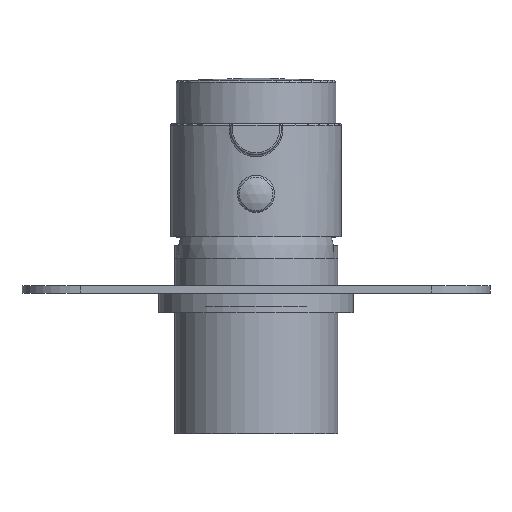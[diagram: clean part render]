
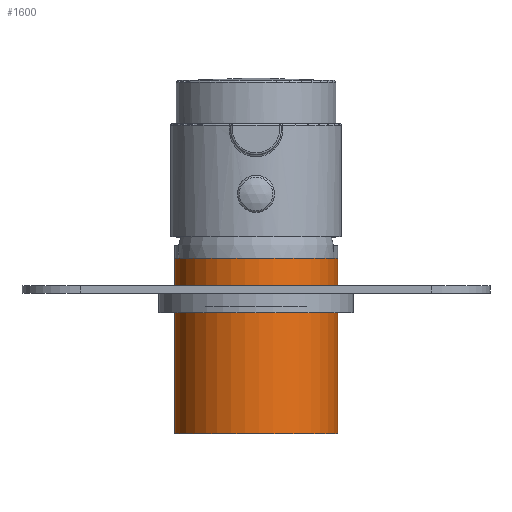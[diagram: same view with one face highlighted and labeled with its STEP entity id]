
A CAD part, front view. The second image highlights one B-rep face of the part: STEP entity #1600.
In plain terms, the highlighted cylindrical face has radius 21 mm (diameter 42 mm), a full revolution.
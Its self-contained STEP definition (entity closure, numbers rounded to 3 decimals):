
#16 = EDGE_CURVE ( 'NONE', #1086, #1086, #2026, .T. ) ;
#158 = CIRCLE ( 'NONE', #239, 21. ) ;
#239 = AXIS2_PLACEMENT_3D ( 'NONE', #6209, #812, #4115 ) ;
#417 = AXIS2_PLACEMENT_3D ( 'NONE', #9570, #9482, #8488 ) ;
#812 = DIRECTION ( 'NONE',  ( 0., 0., 1. ) ) ;
#978 = FACE_OUTER_BOUND ( 'NONE', #5356, .T. ) ;
#1086 = VERTEX_POINT ( 'NONE', #8075 ) ;
#1242 = CARTESIAN_POINT ( 'NONE',  ( 0., -35., 20.97 ) ) ;
#1261 = VERTEX_POINT ( 'NONE', #10081 ) ;
#1600 = ADVANCED_FACE ( 'NONE', ( #7388, #978 ), #3821, .T. ) ;
#2026 = CIRCLE ( 'NONE', #417, 21. ) ;
#2484 = EDGE_LOOP ( 'NONE', ( #6111 ) ) ;
#3486 = DIRECTION ( 'NONE',  ( -0.744, -0.668, 0. ) ) ;
#3821 = CYLINDRICAL_SURFACE ( 'NONE', #12587, 21. ) ;
#4115 = DIRECTION ( 'NONE',  ( 0.744, 0.668, 0. ) ) ;
#5356 = EDGE_LOOP ( 'NONE', ( #8622 ) ) ;
#6111 = ORIENTED_EDGE ( 'NONE', *, *, #16, .F. ) ;
#6209 = CARTESIAN_POINT ( 'NONE',  ( 0., -35., -24.03 ) ) ;
#7388 = FACE_OUTER_BOUND ( 'NONE', #2484, .T. ) ;
#7800 = DIRECTION ( 'NONE',  ( 0., 0., -1. ) ) ;
#8075 = CARTESIAN_POINT ( 'NONE',  ( 15.622, -20.966, 20.97 ) ) ;
#8488 = DIRECTION ( 'NONE',  ( 0.744, 0.668, 0. ) ) ;
#8622 = ORIENTED_EDGE ( 'NONE', *, *, #11479, .T. ) ;
#9482 = DIRECTION ( 'NONE',  ( 0., 0., 1. ) ) ;
#9570 = CARTESIAN_POINT ( 'NONE',  ( 0., -35., 20.97 ) ) ;
#10081 = CARTESIAN_POINT ( 'NONE',  ( 15.622, -20.966, -24.03 ) ) ;
#11479 = EDGE_CURVE ( 'NONE', #1261, #1261, #158, .T. ) ;
#12587 = AXIS2_PLACEMENT_3D ( 'NONE', #1242, #7800, #3486 ) ;
